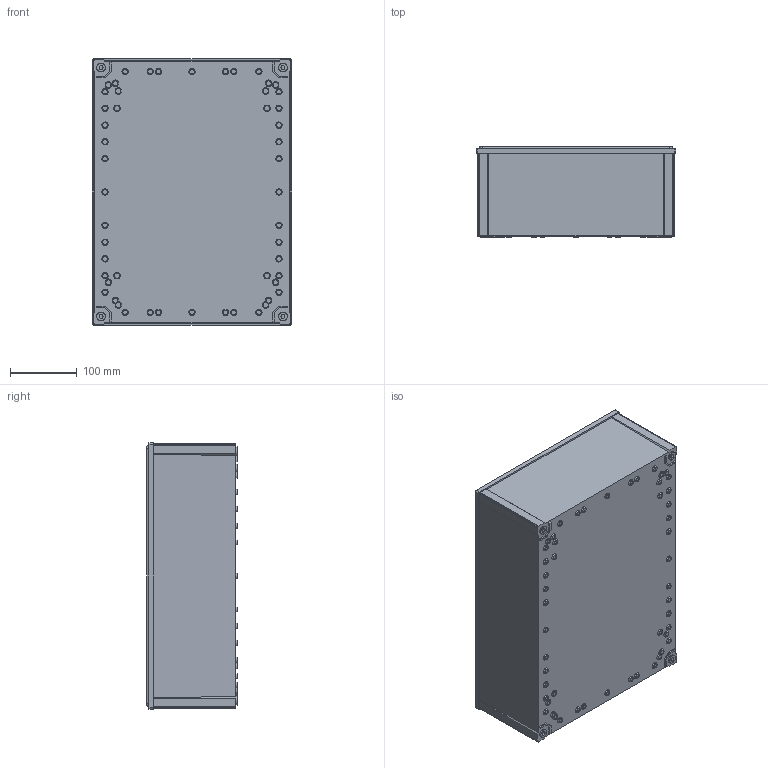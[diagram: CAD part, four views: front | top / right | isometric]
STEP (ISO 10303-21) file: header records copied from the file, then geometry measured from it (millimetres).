
FILE_DESCRIPTION (( 'STEP AP214' ), '1' );
FILE_NAME ('Fibox_CAB_43B.STEP', '2015-12-11T10:11:03', ( '' ), ( '' ), 'SwSTEP 2.0', 'SolidWorks 2014', '' );
FILE_SCHEMA (( 'AUTOMOTIVE_DESIGN' ));
Length unit declared in the file: millimetre
Products named in the file (1): Fibox_CAB_43B
Bounding box: 298 x 135 x 398 mm (x, y, z)
Volume: 1274632.3 mm3; surface area: 619783.8 mm2
Topology: 1 solids, 1 shells, 1116 faces, 2683 edges, 1786 vertices
Faces by surface type: plane 616, cylinder 384, cone 116
Entity records: 32787 total; most frequent: DIRECTION 5891, CARTESIAN_POINT 5680, ORIENTED_EDGE 5366, EDGE_CURVE 2683, AXIS2_PLACEMENT_3D 2113, VERTEX_POINT 1786, VECTOR 1665, LINE 1665
